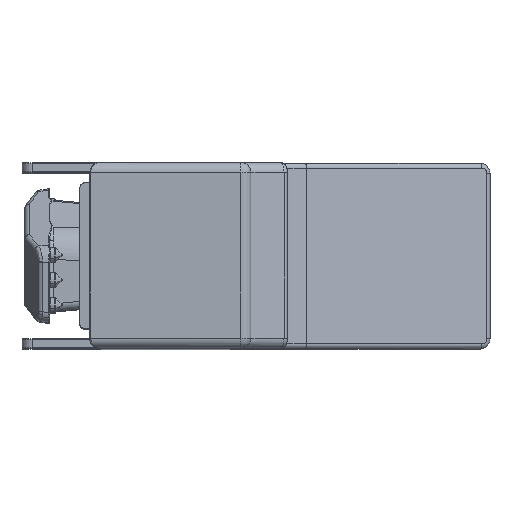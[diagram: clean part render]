
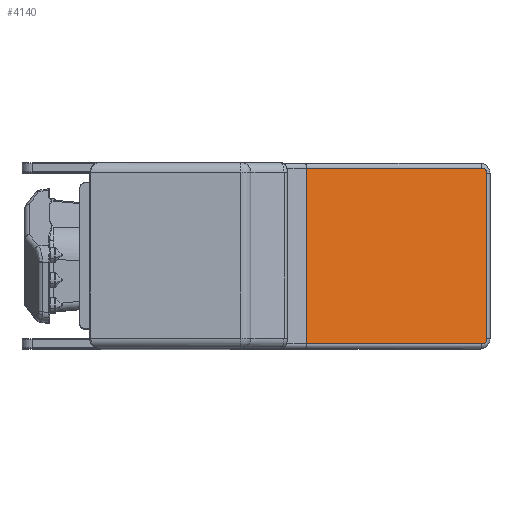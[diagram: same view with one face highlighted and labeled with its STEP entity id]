
A CAD part, top view. The second image highlights one B-rep face of the part: STEP entity #4140.
In plain terms, the highlighted planar face has unit normal (0.342, 0, 0.94).
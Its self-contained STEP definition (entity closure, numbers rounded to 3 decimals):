
#312 = VERTEX_POINT ( 'NONE', #11294 ) ;
#452 = LINE ( 'NONE', #15514, #7946 ) ;
#1309 = VERTEX_POINT ( 'NONE', #10007 ) ;
#2155 = CIRCLE ( 'NONE', #12815, 1. ) ;
#2211 = EDGE_CURVE ( 'NONE', #16473, #312, #452, .T. ) ;
#2335 = CARTESIAN_POINT ( 'NONE',  ( 45.019, -46.77, -57.788 ) ) ;
#2443 = ORIENTED_EDGE ( 'NONE', *, *, #7686, .T. ) ;
#2641 = VECTOR ( 'NONE', #8381, 1000. ) ;
#2928 = FACE_OUTER_BOUND ( 'NONE', #5305, .T. ) ;
#3114 = LINE ( 'NONE', #9799, #2641 ) ;
#3326 = CIRCLE ( 'NONE', #13260, 1. ) ;
#3437 = VERTEX_POINT ( 'NONE', #2335 ) ;
#3559 = ORIENTED_EDGE ( 'NONE', *, *, #16085, .T. ) ;
#3561 = DIRECTION ( 'NONE',  ( -0.94, 0., 0.342 ) ) ;
#3949 = VERTEX_POINT ( 'NONE', #17770 ) ;
#4140 = ADVANCED_FACE ( 'NONE', ( #2928 ), #9481, .F. ) ;
#4343 = AXIS2_PLACEMENT_3D ( 'NONE', #15220, #12444, #3561 ) ;
#4863 = DIRECTION ( 'NONE',  ( -0.94, 0., 0.342 ) ) ;
#5305 = EDGE_LOOP ( 'NONE', ( #18566, #3559, #2443, #18873, #14677, #5554 ) ) ;
#5554 = ORIENTED_EDGE ( 'NONE', *, *, #10600, .T. ) ;
#7686 = EDGE_CURVE ( 'NONE', #3437, #16473, #2155, .T. ) ;
#7946 = VECTOR ( 'NONE', #15712, 1000. ) ;
#8229 = DIRECTION ( 'NONE',  ( 0.342, 0., 0.94 ) ) ;
#8299 = CARTESIAN_POINT ( 'NONE',  ( 45.019, -45.77, -57.788 ) ) ;
#8381 = DIRECTION ( 'NONE',  ( 0., 1., 0. ) ) ;
#8492 = CARTESIAN_POINT ( 'NONE',  ( 10.05, -11.77, -45.06 ) ) ;
#8932 = LINE ( 'NONE', #15719, #12834 ) ;
#9481 = PLANE ( 'NONE',  #4343 ) ;
#9766 = DIRECTION ( 'NONE',  ( -0.94, 0., 0.342 ) ) ;
#9799 = CARTESIAN_POINT ( 'NONE',  ( 10.05, -47.77, -45.06 ) ) ;
#10007 = CARTESIAN_POINT ( 'NONE',  ( 10.05, -46.77, -45.06 ) ) ;
#10085 = CARTESIAN_POINT ( 'NONE',  ( 45.959, -45.77, -58.13 ) ) ;
#10600 = EDGE_CURVE ( 'NONE', #3949, #15043, #16907, .T. ) ;
#11294 = CARTESIAN_POINT ( 'NONE',  ( 45.959, -12.77, -58.13 ) ) ;
#12444 = DIRECTION ( 'NONE',  ( -0.342, 0., -0.94 ) ) ;
#12815 = AXIS2_PLACEMENT_3D ( 'NONE', #8299, #18621, #9766 ) ;
#12834 = VECTOR ( 'NONE', #18702, 1000. ) ;
#13260 = AXIS2_PLACEMENT_3D ( 'NONE', #17074, #8229, #18561 ) ;
#13747 = CARTESIAN_POINT ( 'NONE',  ( 10.05, -11.77, -45.06 ) ) ;
#14677 = ORIENTED_EDGE ( 'NONE', *, *, #15009, .T. ) ;
#15009 = EDGE_CURVE ( 'NONE', #312, #3949, #3326, .T. ) ;
#15043 = VERTEX_POINT ( 'NONE', #8492 ) ;
#15220 = CARTESIAN_POINT ( 'NONE',  ( 46.898, -47.77, -58.472 ) ) ;
#15514 = CARTESIAN_POINT ( 'NONE',  ( 45.959, -47.77, -58.13 ) ) ;
#15702 = EDGE_CURVE ( 'NONE', #1309, #15043, #3114, .T. ) ;
#15712 = DIRECTION ( 'NONE',  ( 0., 1., 0. ) ) ;
#15719 = CARTESIAN_POINT ( 'NONE',  ( 45.019, -46.77, -57.788 ) ) ;
#16085 = EDGE_CURVE ( 'NONE', #1309, #3437, #8932, .T. ) ;
#16436 = VECTOR ( 'NONE', #4863, 1000. ) ;
#16473 = VERTEX_POINT ( 'NONE', #10085 ) ;
#16907 = LINE ( 'NONE', #13747, #16436 ) ;
#17074 = CARTESIAN_POINT ( 'NONE',  ( 45.019, -12.77, -57.788 ) ) ;
#17770 = CARTESIAN_POINT ( 'NONE',  ( 45.019, -11.77, -57.788 ) ) ;
#18561 = DIRECTION ( 'NONE',  ( -0.94, 0., 0.342 ) ) ;
#18566 = ORIENTED_EDGE ( 'NONE', *, *, #15702, .F. ) ;
#18621 = DIRECTION ( 'NONE',  ( 0.342, 0., 0.94 ) ) ;
#18702 = DIRECTION ( 'NONE',  ( 0.94, 0., -0.342 ) ) ;
#18873 = ORIENTED_EDGE ( 'NONE', *, *, #2211, .T. ) ;
